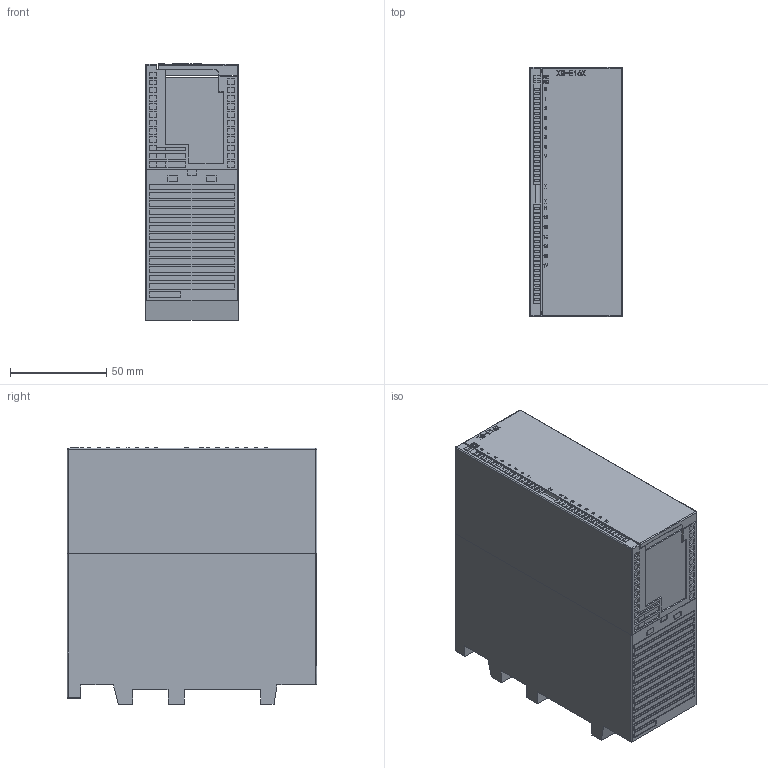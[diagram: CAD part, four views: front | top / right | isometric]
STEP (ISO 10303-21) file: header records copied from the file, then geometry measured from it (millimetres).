
FILE_DESCRIPTION(/* description */ (''),/* implementation_level */ '2;1');
FILE_NAME(/* name */ 'XG-E16X',/* time_stamp */ '2022-09-12T14:01:54+08:00',/* author */ (''),/* organization */ (''),/* preprocessor_version */ 'ST-DEVELOPER v16.5',/* originating_system */ '',/* authorisation */ '');
FILE_SCHEMA (('CONFIG_CONTROL_DESIGN'));
Length unit declared in the file: millimetre
Products named in the file (1): Document
Bounding box: 48 x 130 x 133.49 mm (x, y, z)
Volume: 764853.2 mm3; surface area: 88239.4 mm2
Topology: 1 solids, 38 shells, 1645 faces, 5145 edges, 3575 vertices
Faces by surface type: plane 1469, bspline 116, cylinder 60
Entity records: 54746 total; most frequent: CARTESIAN_POINT 21325, ORIENTED_EDGE 9773, EDGE_CURVE 5142, B_SPLINE_CURVE_WITH_KNOTS 4805, VERTEX_POINT 3575, EDGE_LOOP 1858, ADVANCED_FACE 1645, FACE_OUTER_BOUND 1645
